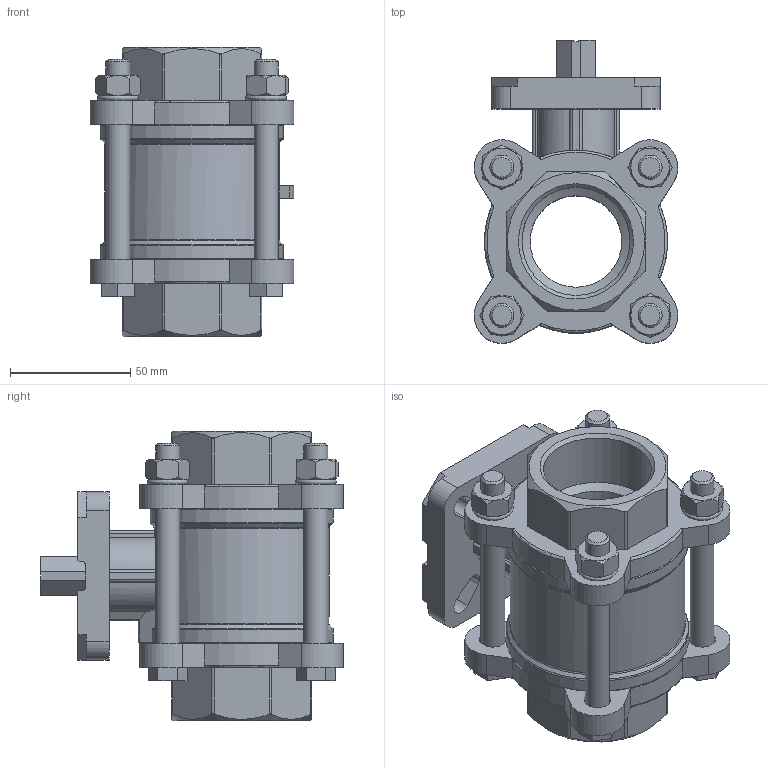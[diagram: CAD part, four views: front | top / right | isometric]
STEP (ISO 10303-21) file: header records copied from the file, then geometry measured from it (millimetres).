
FILE_DESCRIPTION(/* description */ ('STEP AP214'),/* implementation_level */ '2;1');
FILE_NAME(/* name */ '1686643_VZBA-11_2-GG-63-T-22-F0507-V4V4T',/* time_stamp */ '2024-09-16T17:01:49+02:00',/* author */ ('License CC BY-ND 4.0'),/* organization */ ('CADENAS'),/* preprocessor_version */ 'ST-DEVELOPER v19.3',/* originating_system */ 'PARTsolutions',/* authorisation */ ' ');
FILE_SCHEMA (('AUTOMOTIVE_DESIGN {1 0 10303 214 3 1 1}'));
Length unit declared in the file: millimetre
Products named in the file (1): 1686643 VZBA-11/2''-GG-63-T-22-F0507-V4V4T
Bounding box: 84.48 x 125.74 x 120 mm (x, y, z)
Volume: 425230.4 mm3; surface area: 89650.9 mm2
Topology: 1 solids, 1 shells, 347 faces, 870 edges, 556 vertices
Faces by surface type: plane 176, cylinder 88, cone 67, torus 16
Full cylindrical faces by diameter (mm): 10 x8, 11 x9, 19 x1, 38 x1, 38.5 x1, 44.845 x2, 72.5 x1, 76 x1
Entity records: 10352 total; most frequent: CARTESIAN_POINT 2347, ORIENTED_EDGE 1630, DIRECTION 1585, EDGE_CURVE 815, AXIS2_PLACEMENT_3D 588, VERTEX_POINT 547, EDGE_LOOP 444, FACE_BOUND 444
